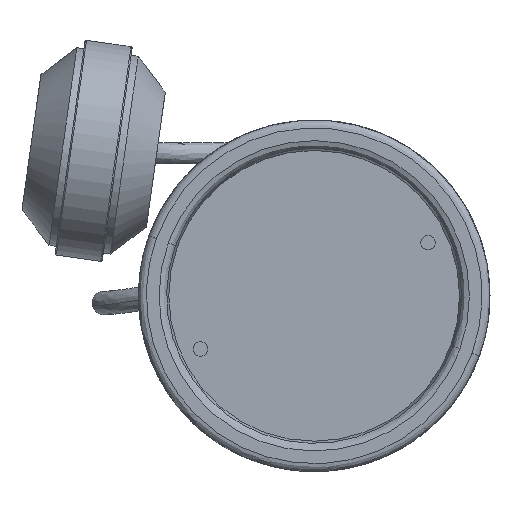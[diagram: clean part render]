
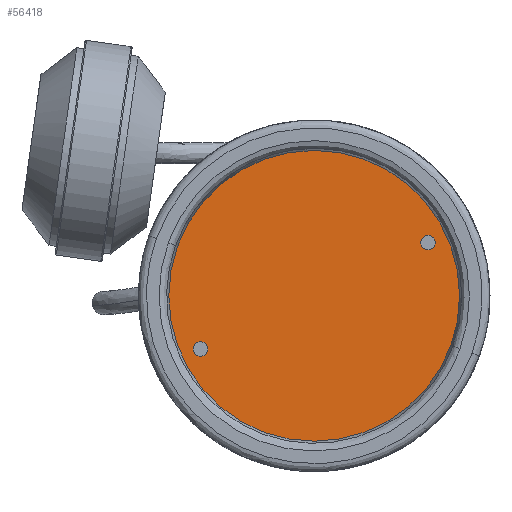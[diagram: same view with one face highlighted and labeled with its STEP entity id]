
A CAD part, front view. The second image highlights one B-rep face of the part: STEP entity #56418.
In plain terms, the highlighted planar face has unit normal (0, -1, 0).
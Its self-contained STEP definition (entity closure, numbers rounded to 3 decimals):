
#800 = DIRECTION ( 'NONE',  ( 0., -1., 0. ) ) ;
#1776 = DIRECTION ( 'NONE',  ( 0., -1., 0. ) ) ;
#2552 = ORIENTED_EDGE ( 'NONE', *, *, #31931, .F. ) ;
#2593 = CARTESIAN_POINT ( 'NONE',  ( -110., 5.2, -110. ) ) ;
#3982 = CARTESIAN_POINT ( 'NONE',  ( -36.338, 5.2, -33.588 ) ) ;
#5287 = VERTEX_POINT ( 'NONE', #47165 ) ;
#6206 = DIRECTION ( 'NONE',  ( 1., 0., 0. ) ) ;
#11043 = EDGE_CURVE ( 'NONE', #66890, #30681, #20263, .T. ) ;
#11264 = ORIENTED_EDGE ( 'NONE', *, *, #76292, .F. ) ;
#12853 = AXIS2_PLACEMENT_3D ( 'NONE', #29174, #800, #22519 ) ;
#13033 = DIRECTION ( 'NONE',  ( 0., -1., 0. ) ) ;
#14016 = DIRECTION ( 'NONE',  ( 1., 0., 0. ) ) ;
#14870 = EDGE_CURVE ( 'NONE', #66931, #67261, #36045, .T. ) ;
#16624 = EDGE_CURVE ( 'NONE', #20090, #5287, #32350, .T. ) ;
#20090 = VERTEX_POINT ( 'NONE', #43375 ) ;
#20263 = CIRCLE ( 'NONE', #69853, 2.75 ) ;
#21391 = CIRCLE ( 'NONE', #12853, 55. ) ;
#22519 = DIRECTION ( 'NONE',  ( 0., 0., -1. ) ) ;
#23061 = CIRCLE ( 'NONE', #58475, 2.75 ) ;
#23871 = FACE_OUTER_BOUND ( 'NONE', #60573, .T. ) ;
#29174 = CARTESIAN_POINT ( 'NONE',  ( 0., 5.2, 0. ) ) ;
#30681 = VERTEX_POINT ( 'NONE', #70210 ) ;
#31931 = EDGE_CURVE ( 'NONE', #67261, #66931, #23061, .T. ) ;
#32350 = CIRCLE ( 'NONE', #43682, 55. ) ;
#33433 = DIRECTION ( 'NONE',  ( 1., 0., 0. ) ) ;
#36045 = CIRCLE ( 'NONE', #85658, 2.75 ) ;
#36289 = FACE_BOUND ( 'NONE', #71140, .T. ) ;
#42685 = AXIS2_PLACEMENT_3D ( 'NONE', #2593, #71309, #71750 ) ;
#43375 = CARTESIAN_POINT ( 'NONE',  ( 0., 5.2, 55. ) ) ;
#43682 = AXIS2_PLACEMENT_3D ( 'NONE', #80846, #81702, #74580 ) ;
#44708 = PLANE ( 'NONE',  #42685 ) ;
#45461 = EDGE_LOOP ( 'NONE', ( #11264, #67232 ) ) ;
#45700 = CARTESIAN_POINT ( 'NONE',  ( 33.588, 5.2, 33.588 ) ) ;
#46127 = DIRECTION ( 'NONE',  ( 0., -1., 0. ) ) ;
#47165 = CARTESIAN_POINT ( 'NONE',  ( 0., 5.2, -55. ) ) ;
#50095 = CARTESIAN_POINT ( 'NONE',  ( 36.338, 5.2, 33.588 ) ) ;
#54597 = EDGE_CURVE ( 'NONE', #5287, #20090, #21391, .T. ) ;
#56418 = ADVANCED_FACE ( 'NONE', ( #36289, #57555, #23871 ), #44708, .F. ) ;
#56436 = AXIS2_PLACEMENT_3D ( 'NONE', #81771, #13033, #33433 ) ;
#57555 = FACE_BOUND ( 'NONE', #45461, .T. ) ;
#58475 = AXIS2_PLACEMENT_3D ( 'NONE', #45700, #46127, #6206 ) ;
#60573 = EDGE_LOOP ( 'NONE', ( #76114, #85629 ) ) ;
#66890 = VERTEX_POINT ( 'NONE', #3982 ) ;
#66931 = VERTEX_POINT ( 'NONE', #50095 ) ;
#67232 = ORIENTED_EDGE ( 'NONE', *, *, #11043, .F. ) ;
#67261 = VERTEX_POINT ( 'NONE', #74412 ) ;
#68302 = DIRECTION ( 'NONE',  ( 1., 0., 0. ) ) ;
#68554 = DIRECTION ( 'NONE',  ( 0., -1., 0. ) ) ;
#69853 = AXIS2_PLACEMENT_3D ( 'NONE', #81447, #68554, #14016 ) ;
#70210 = CARTESIAN_POINT ( 'NONE',  ( -30.838, 5.2, -33.588 ) ) ;
#71140 = EDGE_LOOP ( 'NONE', ( #76723, #2552 ) ) ;
#71309 = DIRECTION ( 'NONE',  ( 0., 1., 0. ) ) ;
#71750 = DIRECTION ( 'NONE',  ( 0., 0., 1. ) ) ;
#74412 = CARTESIAN_POINT ( 'NONE',  ( 30.838, 5.2, 33.588 ) ) ;
#74499 = CARTESIAN_POINT ( 'NONE',  ( 33.588, 5.2, 33.588 ) ) ;
#74580 = DIRECTION ( 'NONE',  ( 0., 0., -1. ) ) ;
#76114 = ORIENTED_EDGE ( 'NONE', *, *, #54597, .T. ) ;
#76292 = EDGE_CURVE ( 'NONE', #30681, #66890, #79141, .T. ) ;
#76723 = ORIENTED_EDGE ( 'NONE', *, *, #14870, .F. ) ;
#79141 = CIRCLE ( 'NONE', #56436, 2.75 ) ;
#80846 = CARTESIAN_POINT ( 'NONE',  ( 0., 5.2, 0. ) ) ;
#81447 = CARTESIAN_POINT ( 'NONE',  ( -33.588, 5.2, -33.588 ) ) ;
#81702 = DIRECTION ( 'NONE',  ( 0., -1., 0. ) ) ;
#81771 = CARTESIAN_POINT ( 'NONE',  ( -33.588, 5.2, -33.588 ) ) ;
#85629 = ORIENTED_EDGE ( 'NONE', *, *, #16624, .T. ) ;
#85658 = AXIS2_PLACEMENT_3D ( 'NONE', #74499, #1776, #68302 ) ;
